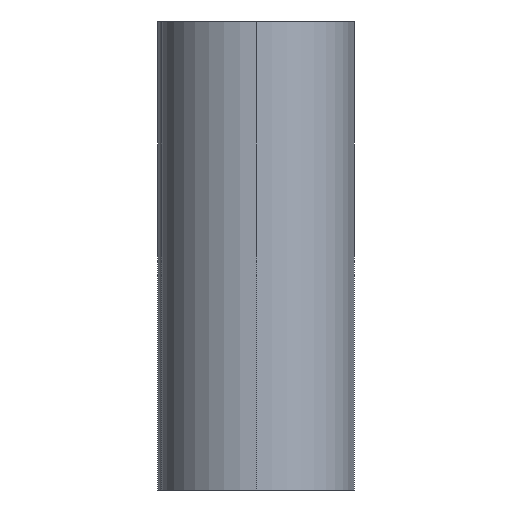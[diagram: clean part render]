
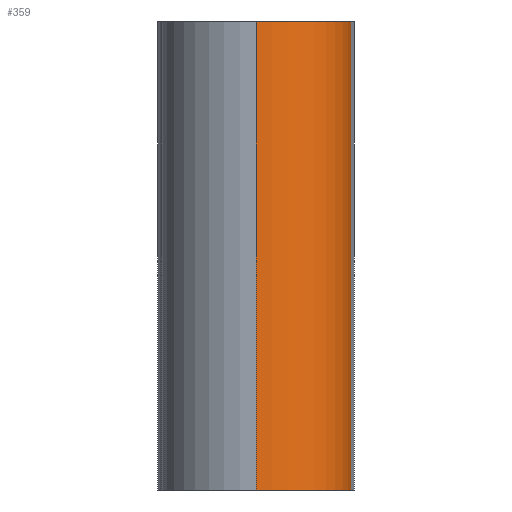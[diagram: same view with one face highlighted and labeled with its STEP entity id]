
A CAD part, left-side view. The second image highlights one B-rep face of the part: STEP entity #359.
In plain terms, the highlighted cylindrical face has radius 1.4 mm (diameter 2.8 mm), a partial arc.
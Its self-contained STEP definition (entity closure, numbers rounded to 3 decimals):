
#1 = LINE ( 'NONE', #354, #301 ) ;
#2 = DIRECTION ( 'NONE',  ( 0., 0., -1. ) ) ;
#13 = ORIENTED_EDGE ( 'NONE', *, *, #143, .F. ) ;
#22 = VERTEX_POINT ( 'NONE', #90 ) ;
#40 = DIRECTION ( 'NONE',  ( 1., 0., 0. ) ) ;
#42 = CARTESIAN_POINT ( 'NONE',  ( -10., 0., 6.9 ) ) ;
#46 = CIRCLE ( 'NONE', #345, 1.4 ) ;
#69 = ORIENTED_EDGE ( 'NONE', *, *, #183, .T. ) ;
#90 = CARTESIAN_POINT ( 'NONE',  ( -8.774, -0.676, 6.9 ) ) ;
#106 = DIRECTION ( 'NONE',  ( 0., 0., -1. ) ) ;
#125 = DIRECTION ( 'NONE',  ( 0., 0., 1. ) ) ;
#136 = FACE_OUTER_BOUND ( 'NONE', #364, .T. ) ;
#138 = CYLINDRICAL_SURFACE ( 'NONE', #267, 1.4 ) ;
#143 = EDGE_CURVE ( 'NONE', #146, #22, #46, .T. ) ;
#146 = VERTEX_POINT ( 'NONE', #240 ) ;
#152 = VERTEX_POINT ( 'NONE', #212 ) ;
#180 = ORIENTED_EDGE ( 'NONE', *, *, #281, .F. ) ;
#183 = EDGE_CURVE ( 'NONE', #152, #200, #268, .T. ) ;
#190 = CARTESIAN_POINT ( 'NONE',  ( -8.774, -0.676, 6.9 ) ) ;
#193 = LINE ( 'NONE', #190, #335 ) ;
#200 = VERTEX_POINT ( 'NONE', #303 ) ;
#212 = CARTESIAN_POINT ( 'NONE',  ( -11.4, 0., 0. ) ) ;
#224 = ORIENTED_EDGE ( 'NONE', *, *, #348, .T. ) ;
#240 = CARTESIAN_POINT ( 'NONE',  ( -11.4, 0., 6.9 ) ) ;
#246 = CARTESIAN_POINT ( 'NONE',  ( -10., 0., 6.9 ) ) ;
#251 = DIRECTION ( 'NONE',  ( 0., 0., -1. ) ) ;
#267 = AXIS2_PLACEMENT_3D ( 'NONE', #246, #2, #316 ) ;
#268 = CIRCLE ( 'NONE', #295, 1.4 ) ;
#281 = EDGE_CURVE ( 'NONE', #22, #200, #193, .T. ) ;
#295 = AXIS2_PLACEMENT_3D ( 'NONE', #311, #125, #341 ) ;
#301 = VECTOR ( 'NONE', #251, 1000. ) ;
#303 = CARTESIAN_POINT ( 'NONE',  ( -8.774, -0.676, 0. ) ) ;
#304 = DIRECTION ( 'NONE',  ( 0., 0., 1. ) ) ;
#311 = CARTESIAN_POINT ( 'NONE',  ( -10., 0., 0. ) ) ;
#316 = DIRECTION ( 'NONE',  ( -1., 0., 0. ) ) ;
#335 = VECTOR ( 'NONE', #106, 1000. ) ;
#341 = DIRECTION ( 'NONE',  ( 1., 0., 0. ) ) ;
#345 = AXIS2_PLACEMENT_3D ( 'NONE', #42, #304, #40 ) ;
#348 = EDGE_CURVE ( 'NONE', #146, #152, #1, .T. ) ;
#354 = CARTESIAN_POINT ( 'NONE',  ( -11.4, 0., 6.9 ) ) ;
#359 = ADVANCED_FACE ( 'NONE', ( #136 ), #138, .T. ) ;
#364 = EDGE_LOOP ( 'NONE', ( #13, #224, #69, #180 ) ) ;
